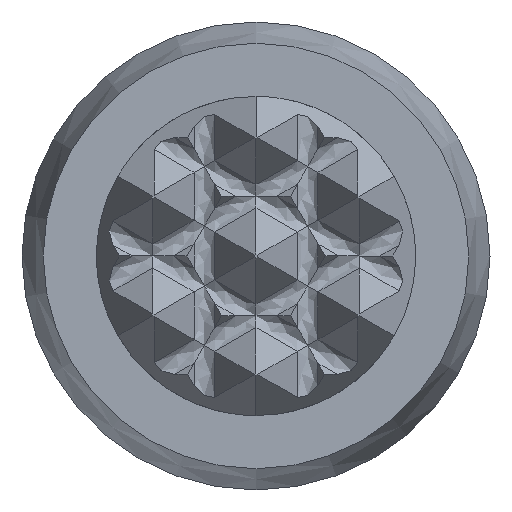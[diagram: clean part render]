
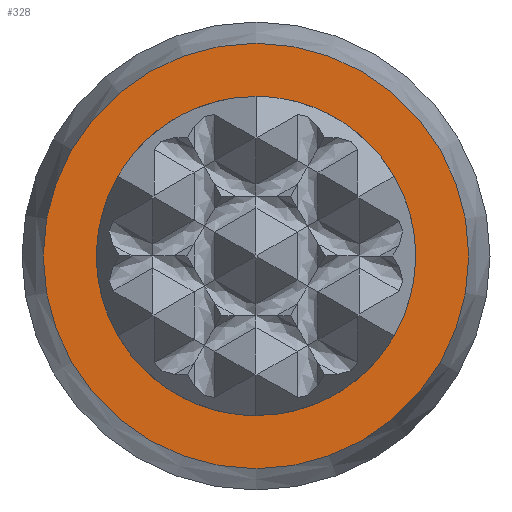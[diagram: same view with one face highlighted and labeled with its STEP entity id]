
A CAD part, left-side view. The second image highlights one B-rep face of the part: STEP entity #328.
In plain terms, the highlighted planar face has unit normal (-1, 0, 0).
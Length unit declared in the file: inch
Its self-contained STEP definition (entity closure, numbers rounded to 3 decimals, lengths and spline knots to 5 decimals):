
#171 = DIRECTION ( 'NONE',  ( 1., 0., 0. ) ) ;
#328 = ADVANCED_FACE ( 'NONE', ( #4151, #3702 ), #4245, .T. ) ;
#801 = CIRCLE ( 'NONE', #4383, 0.0105 ) ;
#1281 = CARTESIAN_POINT ( 'NONE',  ( 0., 0.014, 0. ) ) ;
#1382 = CIRCLE ( 'NONE', #2398, 0.014 ) ;
#1609 = ORIENTED_EDGE ( 'NONE', *, *, #4561, .F. ) ;
#1626 = EDGE_LOOP ( 'NONE', ( #2322 ) ) ;
#2322 = ORIENTED_EDGE ( 'NONE', *, *, #2675, .F. ) ;
#2398 = AXIS2_PLACEMENT_3D ( 'NONE', #3557, #171, #4098 ) ;
#2410 = DIRECTION ( 'NONE',  ( -1., 0., 0. ) ) ;
#2675 = EDGE_CURVE ( 'NONE', #4926, #4926, #1382, .T. ) ;
#3032 = CARTESIAN_POINT ( 'NONE',  ( 0., 0., -0.014 ) ) ;
#3557 = CARTESIAN_POINT ( 'NONE',  ( 0., 0., 0. ) ) ;
#3702 = FACE_OUTER_BOUND ( 'NONE', #1626, .T. ) ;
#4098 = DIRECTION ( 'NONE',  ( 0., 0., -1. ) ) ;
#4151 = FACE_BOUND ( 'NONE', #4929, .T. ) ;
#4245 = PLANE ( 'NONE',  #5041 ) ;
#4383 = AXIS2_PLACEMENT_3D ( 'NONE', #6247, #2410, #4879 ) ;
#4542 = CARTESIAN_POINT ( 'NONE',  ( 0., 0., 0.0105 ) ) ;
#4561 = EDGE_CURVE ( 'NONE', #5938, #5938, #801, .T. ) ;
#4879 = DIRECTION ( 'NONE',  ( 0., 0., 1. ) ) ;
#4926 = VERTEX_POINT ( 'NONE', #3032 ) ;
#4929 = EDGE_LOOP ( 'NONE', ( #1609 ) ) ;
#5041 = AXIS2_PLACEMENT_3D ( 'NONE', #1281, #5084, #5114 ) ;
#5084 = DIRECTION ( 'NONE',  ( -1., 0., 0. ) ) ;
#5114 = DIRECTION ( 'NONE',  ( 0., 0., 1. ) ) ;
#5938 = VERTEX_POINT ( 'NONE', #4542 ) ;
#6247 = CARTESIAN_POINT ( 'NONE',  ( 0., 0., 0. ) ) ;
